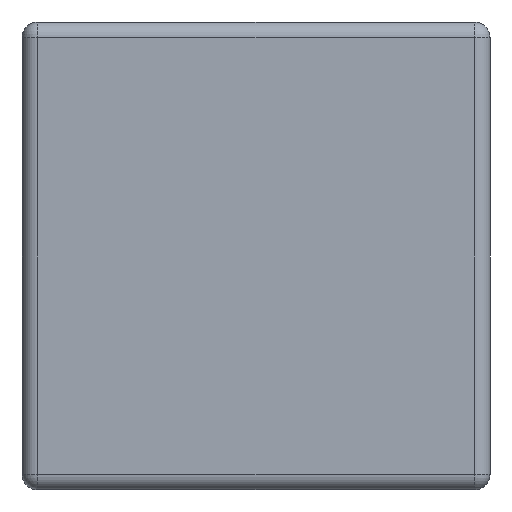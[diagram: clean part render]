
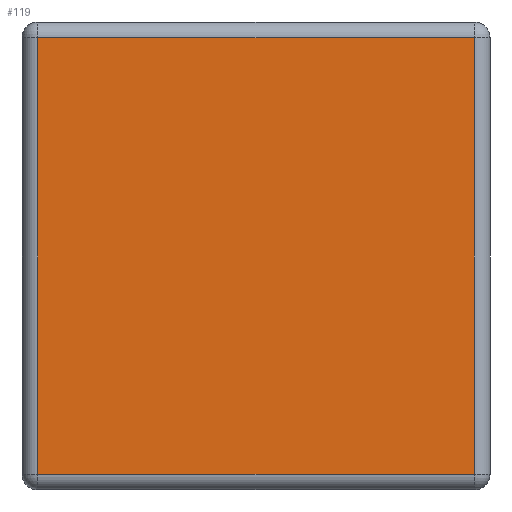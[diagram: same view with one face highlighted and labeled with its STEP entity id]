
A CAD part, front view. The second image highlights one B-rep face of the part: STEP entity #119.
In plain terms, the highlighted planar face has unit normal (0, -1, 0).
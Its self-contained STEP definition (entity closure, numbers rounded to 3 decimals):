
#119 = ADVANCED_FACE( '', ( #222 ), #223, .T. );
#222 = FACE_OUTER_BOUND( '', #320, .T. );
#223 = PLANE( '', #321 );
#320 = EDGE_LOOP( '', ( #448, #449, #450, #451 ) );
#321 = AXIS2_PLACEMENT_3D( '', #452, #453, #454 );
#448 = ORIENTED_EDGE( '', *, *, #650, .T. );
#449 = ORIENTED_EDGE( '', *, *, #641, .T. );
#450 = ORIENTED_EDGE( '', *, *, #652, .T. );
#451 = ORIENTED_EDGE( '', *, *, #653, .T. );
#452 = CARTESIAN_POINT( '', ( -0.15, -0.15, -0.15 ) );
#453 = DIRECTION( '', ( 0., -1., 0. ) );
#454 = DIRECTION( '', ( 0., 0., -1. ) );
#641 = EDGE_CURVE( '', #744, #738, #748, .T. );
#650 = EDGE_CURVE( '', #756, #744, #762, .T. );
#652 = EDGE_CURVE( '', #738, #706, #764, .T. );
#653 = EDGE_CURVE( '', #706, #756, #765, .T. );
#706 = VERTEX_POINT( '', #830 );
#738 = VERTEX_POINT( '', #870 );
#744 = VERTEX_POINT( '', #876 );
#748 = LINE( '', #881, #882 );
#756 = VERTEX_POINT( '', #893 );
#762 = LINE( '', #900, #901 );
#764 = LINE( '', #903, #904 );
#765 = LINE( '', #905, #906 );
#830 = CARTESIAN_POINT( '', ( 0.14, -0.15, 0.14 ) );
#870 = CARTESIAN_POINT( '', ( 0.14, -0.15, -0.14 ) );
#876 = CARTESIAN_POINT( '', ( -0.14, -0.15, -0.14 ) );
#881 = CARTESIAN_POINT( '', ( 0.15, -0.15, -0.14 ) );
#882 = VECTOR( '', #1031, 1000. );
#893 = CARTESIAN_POINT( '', ( -0.14, -0.15, 0.14 ) );
#900 = CARTESIAN_POINT( '', ( -0.14, -0.15, -0.15 ) );
#901 = VECTOR( '', #1042, 1000. );
#903 = CARTESIAN_POINT( '', ( 0.14, -0.15, 0.15 ) );
#904 = VECTOR( '', #1043, 1000. );
#905 = CARTESIAN_POINT( '', ( -0.15, -0.15, 0.14 ) );
#906 = VECTOR( '', #1044, 1000. );
#1031 = DIRECTION( '', ( 1., 0., 0. ) );
#1042 = DIRECTION( '', ( 0., 0., -1. ) );
#1043 = DIRECTION( '', ( 0., 0., 1. ) );
#1044 = DIRECTION( '', ( -1., 0., 0. ) );
